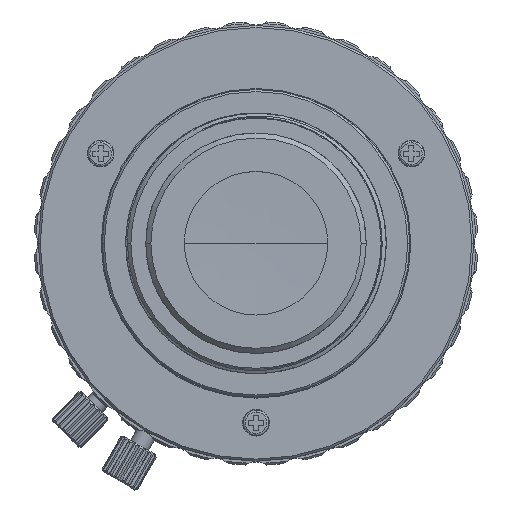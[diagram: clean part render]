
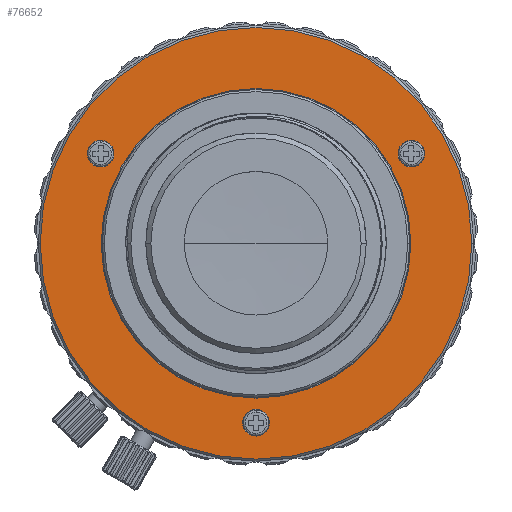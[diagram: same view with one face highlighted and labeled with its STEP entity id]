
A CAD part, top view. The second image highlights one B-rep face of the part: STEP entity #76652.
In plain terms, the highlighted planar face has unit normal (0, 0, 1).
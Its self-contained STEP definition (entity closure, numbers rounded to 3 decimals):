
#1114 = PLANE ( 'NONE',  #34965 ) ;
#1761 = CARTESIAN_POINT ( 'NONE',  ( 0., -16.2, -0.148 ) ) ;
#2030 = EDGE_CURVE ( 'NONE', #26533, #58324, #31140, .T. ) ;
#2526 = EDGE_CURVE ( 'NONE', #28234, #28718, #44991, .T. ) ;
#2596 = DIRECTION ( 'NONE',  ( 0., -1., 0. ) ) ;
#6028 = ORIENTED_EDGE ( 'NONE', *, *, #2030, .T. ) ;
#6256 = FACE_BOUND ( 'NONE', #60895, .T. ) ;
#6578 = CARTESIAN_POINT ( 'NONE',  ( 15.1, 0., -0.148 ) ) ;
#6870 = DIRECTION ( 'NONE',  ( 0., 0., 1. ) ) ;
#7576 = ORIENTED_EDGE ( 'NONE', *, *, #54891, .T. ) ;
#7813 = CIRCLE ( 'NONE', #75805, 1.3 ) ;
#11906 = ORIENTED_EDGE ( 'NONE', *, *, #63569, .T. ) ;
#12112 = CARTESIAN_POINT ( 'NONE',  ( 0., 0., -0.148 ) ) ;
#12712 = DIRECTION ( 'NONE',  ( 0., 0., 1. ) ) ;
#12809 = AXIS2_PLACEMENT_3D ( 'NONE', #19439, #12712, #66725 ) ;
#13305 = DIRECTION ( 'NONE',  ( 0., 0., -1. ) ) ;
#13539 = AXIS2_PLACEMENT_3D ( 'NONE', #36062, #77863, #23851 ) ;
#13627 = CARTESIAN_POINT ( 'NONE',  ( -13.855, 8.75, -0.148 ) ) ;
#15015 = CARTESIAN_POINT ( 'NONE',  ( -15.155, 8.75, -0.148 ) ) ;
#15716 = VERTEX_POINT ( 'NONE', #44943 ) ;
#15936 = ORIENTED_EDGE ( 'NONE', *, *, #20195, .T. ) ;
#16704 = CARTESIAN_POINT ( 'NONE',  ( 15.155, 8.75, -0.148 ) ) ;
#17580 = EDGE_LOOP ( 'NONE', ( #15936, #7576 ) ) ;
#18879 = FACE_BOUND ( 'NONE', #57237, .T. ) ;
#19439 = CARTESIAN_POINT ( 'NONE',  ( 0., 0., -0.148 ) ) ;
#20195 = EDGE_CURVE ( 'NONE', #36990, #59718, #50410, .T. ) ;
#22224 = CIRCLE ( 'NONE', #57446, 1.3 ) ;
#23669 = ORIENTED_EDGE ( 'NONE', *, *, #58631, .T. ) ;
#23851 = DIRECTION ( 'NONE',  ( 1., 0., 0. ) ) ;
#24369 = CARTESIAN_POINT ( 'NONE',  ( 16.455, 8.75, -0.148 ) ) ;
#24432 = EDGE_LOOP ( 'NONE', ( #23669, #49605 ) ) ;
#25451 = ORIENTED_EDGE ( 'NONE', *, *, #54179, .T. ) ;
#25463 = DIRECTION ( 'NONE',  ( 0., 0., -1. ) ) ;
#26533 = VERTEX_POINT ( 'NONE', #6578 ) ;
#27399 = AXIS2_PLACEMENT_3D ( 'NONE', #75420, #56904, #34395 ) ;
#28234 = VERTEX_POINT ( 'NONE', #51357 ) ;
#28718 = VERTEX_POINT ( 'NONE', #24369 ) ;
#29176 = VERTEX_POINT ( 'NONE', #13627 ) ;
#29281 = DIRECTION ( 'NONE',  ( 0., 0., -1. ) ) ;
#29518 = DIRECTION ( 'NONE',  ( 0., 0., 1. ) ) ;
#30262 = ORIENTED_EDGE ( 'NONE', *, *, #77200, .T. ) ;
#31140 = CIRCLE ( 'NONE', #71425, 15.1 ) ;
#33481 = VERTEX_POINT ( 'NONE', #42228 ) ;
#34395 = DIRECTION ( 'NONE',  ( 1., 0., 0. ) ) ;
#34965 = AXIS2_PLACEMENT_3D ( 'NONE', #36608, #29518, #77627 ) ;
#36062 = CARTESIAN_POINT ( 'NONE',  ( 15.155, 8.75, -0.148 ) ) ;
#36608 = CARTESIAN_POINT ( 'NONE',  ( -29.918, 8.005, -0.148 ) ) ;
#36990 = VERTEX_POINT ( 'NONE', #49626 ) ;
#38771 = CIRCLE ( 'NONE', #13539, 1.3 ) ;
#39678 = EDGE_CURVE ( 'NONE', #66048, #33481, #57773, .T. ) ;
#40376 = DIRECTION ( 'NONE',  ( 0., 0., -1. ) ) ;
#40576 = ORIENTED_EDGE ( 'NONE', *, *, #39678, .T. ) ;
#42228 = CARTESIAN_POINT ( 'NONE',  ( -21.05, 0., -0.148 ) ) ;
#42392 = ORIENTED_EDGE ( 'NONE', *, *, #45288, .T. ) ;
#44729 = CARTESIAN_POINT ( 'NONE',  ( 0., -17.5, -0.148 ) ) ;
#44943 = CARTESIAN_POINT ( 'NONE',  ( -16.455, 8.75, -0.148 ) ) ;
#44991 = CIRCLE ( 'NONE', #65121, 1.3 ) ;
#45119 = DIRECTION ( 'NONE',  ( 0., -1., 0. ) ) ;
#45288 = EDGE_CURVE ( 'NONE', #33481, #66048, #58168, .T. ) ;
#48445 = FACE_OUTER_BOUND ( 'NONE', #56469, .T. ) ;
#49605 = ORIENTED_EDGE ( 'NONE', *, *, #2526, .T. ) ;
#49626 = CARTESIAN_POINT ( 'NONE',  ( 0., -18.8, -0.148 ) ) ;
#50410 = CIRCLE ( 'NONE', #70523, 1.3 ) ;
#50906 = DIRECTION ( 'NONE',  ( 1., 0., 0. ) ) ;
#51357 = CARTESIAN_POINT ( 'NONE',  ( 13.855, 8.75, -0.148 ) ) ;
#51385 = CIRCLE ( 'NONE', #27399, 15.1 ) ;
#51492 = AXIS2_PLACEMENT_3D ( 'NONE', #75923, #6870, #60483 ) ;
#54179 = EDGE_CURVE ( 'NONE', #15716, #29176, #22224, .T. ) ;
#54891 = EDGE_CURVE ( 'NONE', #59718, #36990, #57505, .T. ) ;
#56469 = EDGE_LOOP ( 'NONE', ( #42392, #40576 ) ) ;
#56904 = DIRECTION ( 'NONE',  ( 0., 0., -1. ) ) ;
#57237 = EDGE_LOOP ( 'NONE', ( #6028, #30262 ) ) ;
#57446 = AXIS2_PLACEMENT_3D ( 'NONE', #15015, #69787, #50906 ) ;
#57505 = CIRCLE ( 'NONE', #65076, 1.3 ) ;
#57773 = CIRCLE ( 'NONE', #51492, 21.05 ) ;
#58168 = CIRCLE ( 'NONE', #12809, 21.05 ) ;
#58324 = VERTEX_POINT ( 'NONE', #72421 ) ;
#58631 = EDGE_CURVE ( 'NONE', #28718, #28234, #38771, .T. ) ;
#59477 = FACE_BOUND ( 'NONE', #17580, .T. ) ;
#59718 = VERTEX_POINT ( 'NONE', #1761 ) ;
#60483 = DIRECTION ( 'NONE',  ( 0., -1., 0. ) ) ;
#60587 = CARTESIAN_POINT ( 'NONE',  ( 21.05, 0., -0.148 ) ) ;
#60895 = EDGE_LOOP ( 'NONE', ( #11906, #25451 ) ) ;
#61037 = FACE_BOUND ( 'NONE', #24432, .T. ) ;
#62900 = CARTESIAN_POINT ( 'NONE',  ( 0., -17.5, -0.148 ) ) ;
#63569 = EDGE_CURVE ( 'NONE', #29176, #15716, #7813, .T. ) ;
#65076 = AXIS2_PLACEMENT_3D ( 'NONE', #44729, #40376, #45119 ) ;
#65121 = AXIS2_PLACEMENT_3D ( 'NONE', #16704, #29281, #66723 ) ;
#66048 = VERTEX_POINT ( 'NONE', #60587 ) ;
#66431 = DIRECTION ( 'NONE',  ( 1., 0., 0. ) ) ;
#66723 = DIRECTION ( 'NONE',  ( 1., 0., 0. ) ) ;
#66725 = DIRECTION ( 'NONE',  ( 0., -1., 0. ) ) ;
#67229 = CARTESIAN_POINT ( 'NONE',  ( -15.155, 8.75, -0.148 ) ) ;
#68447 = DIRECTION ( 'NONE',  ( 0., 0., -1. ) ) ;
#69787 = DIRECTION ( 'NONE',  ( 0., 0., -1. ) ) ;
#70523 = AXIS2_PLACEMENT_3D ( 'NONE', #62900, #68447, #2596 ) ;
#71425 = AXIS2_PLACEMENT_3D ( 'NONE', #12112, #13305, #77581 ) ;
#72421 = CARTESIAN_POINT ( 'NONE',  ( -15.1, 0., -0.148 ) ) ;
#75420 = CARTESIAN_POINT ( 'NONE',  ( 0., 0., -0.148 ) ) ;
#75805 = AXIS2_PLACEMENT_3D ( 'NONE', #67229, #25463, #66431 ) ;
#75923 = CARTESIAN_POINT ( 'NONE',  ( 0., 0., -0.148 ) ) ;
#76652 = ADVANCED_FACE ( 'NONE', ( #18879, #59477, #6256, #61037, #48445 ), #1114, .T. ) ;
#77200 = EDGE_CURVE ( 'NONE', #58324, #26533, #51385, .T. ) ;
#77581 = DIRECTION ( 'NONE',  ( 1., 0., 0. ) ) ;
#77627 = DIRECTION ( 'NONE',  ( 0.5, -0.866, 0. ) ) ;
#77863 = DIRECTION ( 'NONE',  ( 0., 0., -1. ) ) ;
